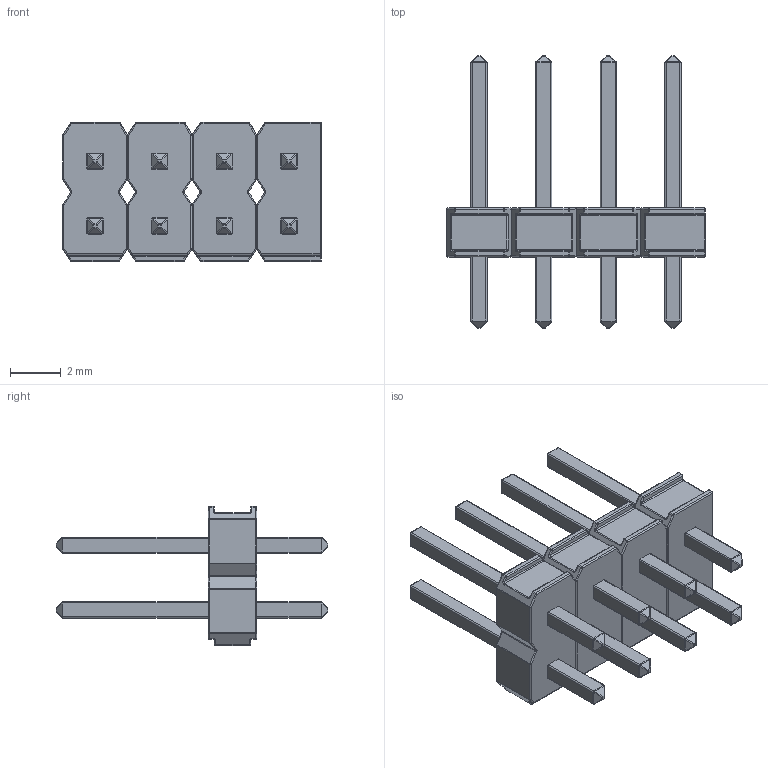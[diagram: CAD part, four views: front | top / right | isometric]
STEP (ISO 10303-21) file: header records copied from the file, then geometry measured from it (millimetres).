
FILE_DESCRIPTION (( 'STEP AP214' ), '1' );
FILE_NAME ('929836-01-05.STEP', '2017-11-17T19:40:18', ( '' ), ( '' ), 'SwSTEP 2.0', 'SolidWorks 2014', '' );
FILE_SCHEMA (( 'AUTOMOTIVE_DESIGN' ));
Length unit declared in the file: millimetre
Products named in the file (3): 3M 929836 main; 3M 929836 end; 929836-01-05
Assembly tree (4 placements, depth 2):
  929836-01-05
    3M 929836 end
    3M 929836 main  x3
Bounding box: 10.16 x 10.68 x 5.46 mm (x, y, z)
Volume: 125.7 mm3; surface area: 389.1 mm2
Topology: 4 solids, 4 shells, 1025 faces, 2293 edges, 1114 vertices
Faces by surface type: cylinder 502, sphere 242, plane 235, bspline 28, torus 18
Entity records: 16629 total; most frequent: DIRECTION 2473, CARTESIAN_POINT 2287, ORIENTED_EDGE 2058, EDGE_CURVE 1029, AXIS2_PLACEMENT_3D 976, VERTEX_POINT 542, VECTOR 521, LINE 521
